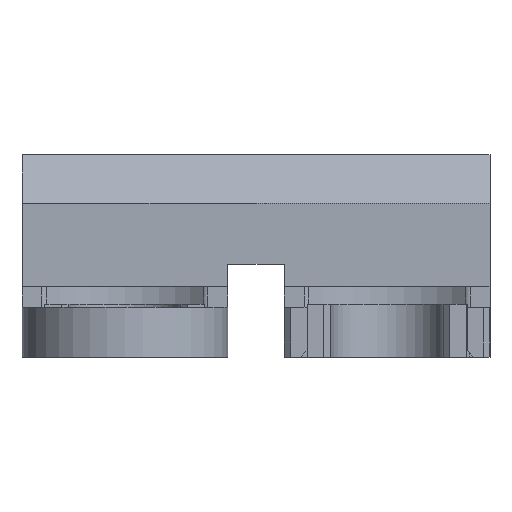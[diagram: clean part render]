
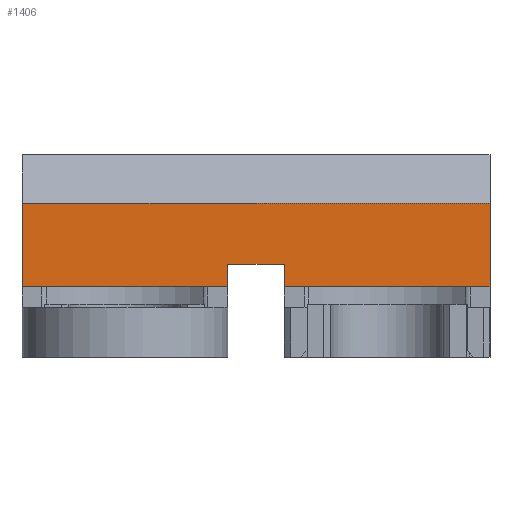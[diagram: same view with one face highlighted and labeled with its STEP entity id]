
A CAD part, front view. The second image highlights one B-rep face of the part: STEP entity #1406.
In plain terms, the highlighted planar face has unit normal (0, -1, 0).
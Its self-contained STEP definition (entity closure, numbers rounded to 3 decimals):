
#1363=AXIS2_PLACEMENT_3D('Plane Axis2P3D',#1360,#1361,#1362) ;
#789=CARTESIAN_POINT('Vertex',(7.9,15.7,2.125)) ;
#792=CARTESIAN_POINT('Line Origine',(7.9,15.7,2.462)) ;
#796=CARTESIAN_POINT('Vertex',(7.9,15.7,2.8)) ;
#825=CARTESIAN_POINT('Line Origine',(7.05,15.7,2.8)) ;
#829=CARTESIAN_POINT('Vertex',(6.2,15.7,2.8)) ;
#1174=CARTESIAN_POINT('Vertex',(14.1,15.7,4.635)) ;
#1177=CARTESIAN_POINT('Line Origine',(14.1,15.7,3.38)) ;
#1181=CARTESIAN_POINT('Vertex',(14.1,15.7,2.125)) ;
#1360=CARTESIAN_POINT('Axis2P3D Location',(0.,15.7,2.125)) ;
#1365=CARTESIAN_POINT('Line Origine',(6.2,15.7,2.462)) ;
#1369=CARTESIAN_POINT('Vertex',(6.2,15.7,2.125)) ;
#1372=CARTESIAN_POINT('Line Origine',(11.,15.7,2.125)) ;
#1377=CARTESIAN_POINT('Line Origine',(7.05,15.7,4.635)) ;
#1381=CARTESIAN_POINT('Vertex',(0.,15.7,4.635)) ;
#1384=CARTESIAN_POINT('Line Origine',(0.,15.7,3.38)) ;
#1388=CARTESIAN_POINT('Vertex',(0.,15.7,2.125)) ;
#1391=CARTESIAN_POINT('Line Origine',(3.1,15.7,2.125)) ;
#793=DIRECTION('Vector Direction',(0.,0.,-1.)) ;
#826=DIRECTION('Vector Direction',(-1.,0.,0.)) ;
#1178=DIRECTION('Vector Direction',(0.,0.,1.)) ;
#1361=DIRECTION('Axis2P3D Direction',(0.,1.,0.)) ;
#1362=DIRECTION('Axis2P3D XDirection',(0.,0.,1.)) ;
#1366=DIRECTION('Vector Direction',(0.,0.,-1.)) ;
#1373=DIRECTION('Vector Direction',(1.,0.,0.)) ;
#1378=DIRECTION('Vector Direction',(1.,0.,0.)) ;
#1385=DIRECTION('Vector Direction',(0.,0.,1.)) ;
#1392=DIRECTION('Vector Direction',(1.,0.,0.)) ;
#794=VECTOR('Line Direction',#793,1.) ;
#827=VECTOR('Line Direction',#826,1.) ;
#1179=VECTOR('Line Direction',#1178,1.) ;
#1367=VECTOR('Line Direction',#1366,1.) ;
#1374=VECTOR('Line Direction',#1373,1.) ;
#1379=VECTOR('Line Direction',#1378,1.) ;
#1386=VECTOR('Line Direction',#1385,1.) ;
#1393=VECTOR('Line Direction',#1392,1.) ;
#1397=ORIENTED_EDGE('',*,*,#1371,.F.) ;
#1398=ORIENTED_EDGE('',*,*,#831,.F.) ;
#1399=ORIENTED_EDGE('',*,*,#798,.T.) ;
#1400=ORIENTED_EDGE('',*,*,#1376,.T.) ;
#1401=ORIENTED_EDGE('',*,*,#1183,.F.) ;
#1402=ORIENTED_EDGE('',*,*,#1383,.F.) ;
#1403=ORIENTED_EDGE('',*,*,#1390,.T.) ;
#1404=ORIENTED_EDGE('',*,*,#1395,.T.) ;
#1406=ADVANCED_FACE('ISTE WKS1/2.1\\Hauptk\X2\00F6\X0\rper',(#1405),#1364,.F.) ;
#798=EDGE_CURVE('',#797,#790,#795,.T.) ;
#831=EDGE_CURVE('',#797,#830,#828,.T.) ;
#1183=EDGE_CURVE('',#1175,#1182,#1180,.F.) ;
#1371=EDGE_CURVE('',#830,#1370,#1368,.T.) ;
#1376=EDGE_CURVE('',#790,#1182,#1375,.T.) ;
#1383=EDGE_CURVE('',#1382,#1175,#1380,.T.) ;
#1390=EDGE_CURVE('',#1382,#1389,#1387,.F.) ;
#1395=EDGE_CURVE('',#1389,#1370,#1394,.T.) ;
#1396=EDGE_LOOP('',(#1397,#1398,#1399,#1400,#1401,#1402,#1403,#1404)) ;
#1405=FACE_OUTER_BOUND('',#1396,.T.) ;
#795=LINE('Line',#792,#794) ;
#828=LINE('Line',#825,#827) ;
#1180=LINE('Line',#1177,#1179) ;
#1368=LINE('Line',#1365,#1367) ;
#1375=LINE('Line',#1372,#1374) ;
#1380=LINE('Line',#1377,#1379) ;
#1387=LINE('Line',#1384,#1386) ;
#1394=LINE('Line',#1391,#1393) ;
#1364=PLANE('',#1363) ;
#790=VERTEX_POINT('',#789) ;
#797=VERTEX_POINT('',#796) ;
#830=VERTEX_POINT('',#829) ;
#1175=VERTEX_POINT('',#1174) ;
#1182=VERTEX_POINT('',#1181) ;
#1370=VERTEX_POINT('',#1369) ;
#1382=VERTEX_POINT('',#1381) ;
#1389=VERTEX_POINT('',#1388) ;
